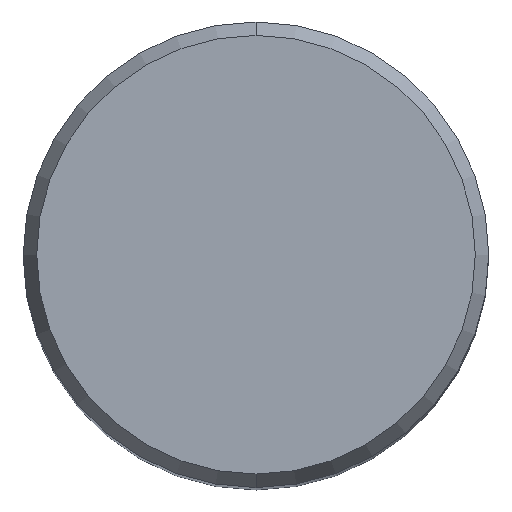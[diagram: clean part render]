
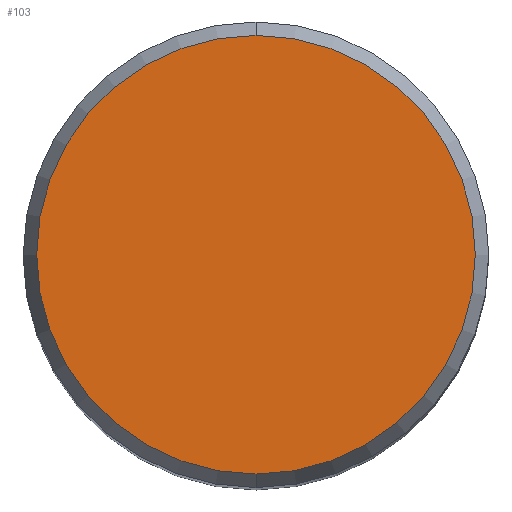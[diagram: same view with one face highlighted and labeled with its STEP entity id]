
A CAD part, top view. The second image highlights one B-rep face of the part: STEP entity #103.
In plain terms, the highlighted planar face has unit normal (0, 0, 1).
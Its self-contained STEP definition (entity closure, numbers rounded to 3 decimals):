
#97=VERTEX_POINT('',#225);
#101=EDGE_CURVE('',#97,#191,#229,.T.);
#103=ADVANCED_FACE('',(#231),#232,.T.);
#141=EDGE_CURVE('',#191,#97,#273,.T.);
#191=VERTEX_POINT('',#331);
#225=CARTESIAN_POINT('',(0.,-7.479,0.01));
#229=CIRCLE('',#367,7.479);
#231=FACE_OUTER_BOUND('',#369,.T.);
#232=PLANE('',#370);
#273=CIRCLE('',#428,7.479);
#331=CARTESIAN_POINT('',(0.0,7.479,0.01));
#367=AXIS2_PLACEMENT_3D('',#516,#517,#518);
#369=EDGE_LOOP('',(#520,#521));
#370=AXIS2_PLACEMENT_3D('',#522,#523,#524);
#428=AXIS2_PLACEMENT_3D('',#570,#571,#572);
#516=CARTESIAN_POINT('',(0.0,0.0,0.01));
#517=DIRECTION('',(0.0,0.0,-1.0));
#518=DIRECTION('',(0.0,1.0,0.0));
#520=ORIENTED_EDGE('',*,*,#141,.F.);
#521=ORIENTED_EDGE('',*,*,#101,.F.);
#522=CARTESIAN_POINT('',(0.0,3.74,0.01));
#523=DIRECTION('',(-0.0,0.0,1.0));
#524=DIRECTION('',(0.0,-1.0,0.0));
#570=CARTESIAN_POINT('',(0.0,0.0,0.01));
#571=DIRECTION('',(0.0,0.0,-1.0));
#572=DIRECTION('',(0.0,1.0,0.0));
